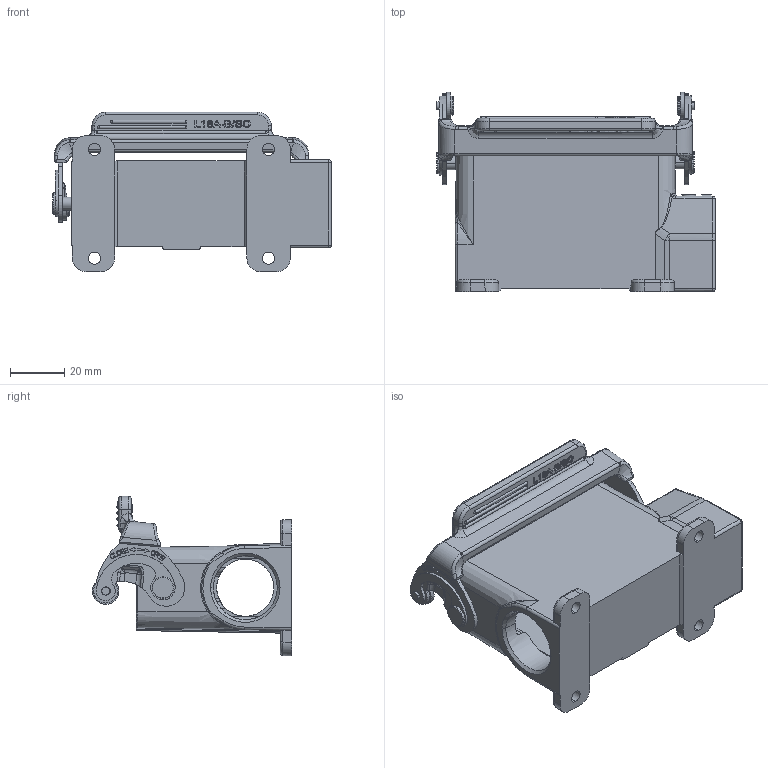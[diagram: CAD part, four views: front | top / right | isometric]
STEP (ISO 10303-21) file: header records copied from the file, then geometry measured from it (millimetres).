
FILE_DESCRIPTION((''),'2;1');
FILE_NAME('PRT0013','2024-01-27T',('11539'),(''),'PRO/ENGINEER BY PARAMETRIC TECHNOLOGY CORPORATION, 2012480','PRO/ENGINEER BY PARAMETRIC TECHNOLOGY CORPORATION, 2012480','');
FILE_SCHEMA(('CONFIG_CONTROL_DESIGN'));
Length unit declared in the file: millimetre
Products named in the file (1): PRT0013
Bounding box: 102.35 x 73.2 x 58.61 mm (x, y, z)
Volume: 70053.6 mm3; surface area: 39169.1 mm2
Topology: 1 solids, 1 shells, 1093 faces, 2955 edges, 1912 vertices
Faces by surface type: plane 438, cylinder 279, extrusion 149, bspline 109, torus 47, cone 42, sphere 29
Entity records: 41832 total; most frequent: CARTESIAN_POINT 15637, ORIENTED_EDGE 5846, DIRECTION 4735, EDGE_CURVE 2923, VERTEX_POINT 1912, VECTOR 1605, AXIS2_PLACEMENT_3D 1565, LINE 1456
